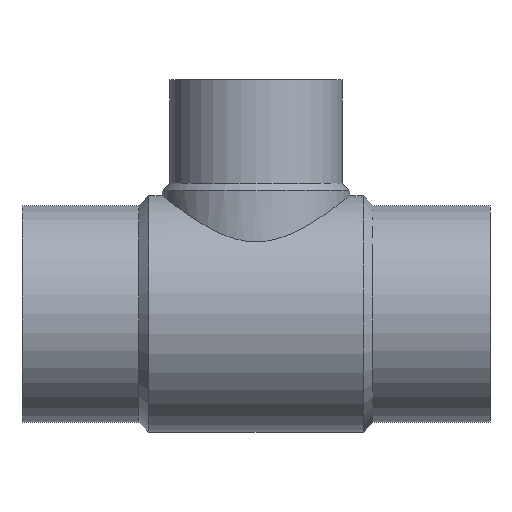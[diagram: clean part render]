
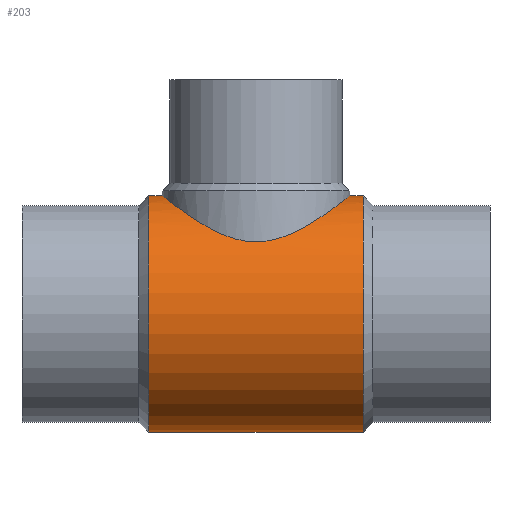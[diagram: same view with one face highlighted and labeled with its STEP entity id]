
A CAD part, top view. The second image highlights one B-rep face of the part: STEP entity #203.
In plain terms, the highlighted cylindrical face has radius 171.8 mm (diameter 343.6 mm), a partial arc.
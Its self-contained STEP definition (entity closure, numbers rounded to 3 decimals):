
#129 = VERTEX_POINT( '', #355 );
#137 = VERTEX_POINT( '', #364 );
#141 = VERTEX_POINT( '', #368 );
#187 = EDGE_CURVE( '', #215, #129, #421, .T. );
#197 = EDGE_CURVE( '', #303, #217, #433, .T. );
#203 = ADVANCED_FACE( '', ( #441 ), #442, .T. );
#215 = VERTEX_POINT( '', #455 );
#217 = VERTEX_POINT( '', #457 );
#235 = EDGE_CURVE( '', #137, #303, #475, .T. );
#289 = EDGE_CURVE( '', #129, #141, #535, .T. );
#303 = VERTEX_POINT( '', #551 );
#317 = EDGE_CURVE( '', #217, #215, #566, .T. );
#329 = EDGE_CURVE( '', #137, #141, #579, .T. );
#355 = CARTESIAN_POINT( '', ( -476.35, 171.8, 0. ) );
#364 = CARTESIAN_POINT( '', ( -495.7, -171.8, 0. ) );
#368 = CARTESIAN_POINT( '', ( -495.7, 171.8, 0. ) );
#421 = B_SPLINE_CURVE_WITH_KNOTS( '', 3, ( #720, #721, #722, #723, #724, #725, #726, #727, #728, #729, #730, #731, #732, #733, #734, #735, #736, #737, #738, #739, #740, #741, #742, #743, #744, #745, #746, #747, #748, #749, #750, #751, #752, #753, #754, #755, #756, #757, #758, #759, #760, #761, #762, #763, #764, #765, #766, #767, #768, #769, #770, #771, #772, #773, #774, #775, #776, #777, #778, #779, #780, #781, #782, #783, #784, #785, #786, #787, #788, #789 ), .UNSPECIFIED., .F., .F., ( 4, 2, 2, 2, 2, 2, 2, 2, 2, 2, 2, 2, 2, 2, 2, 2, 2, 2, 2, 2, 2, 2, 2, 2, 2, 2, 2, 2, 2, 2, 2, 2, 2, 2, 4 ), ( 219.82, 233.353, 246.885, 260.418, 273.95, 287.483, 301.015, 314.548, 328.08, 342.025, 355.97, 369.915, 383.86, 397.805, 411.751, 425.696, 432.668, 439.641, 446.613, 453.586, 467.531, 481.476, 495.421, 509.366, 523.311, 537.256, 551.201, 564.733, 578.266, 591.798, 605.331, 618.863, 632.396, 645.928, 659.461 ), .UNSPECIFIED. );
#433 = CIRCLE( '', #802, 171.8 );
#441 = FACE_OUTER_BOUND( '', #810, .T. );
#442 = CYLINDRICAL_SURFACE( '', #811, 171.8 );
#455 = CARTESIAN_POINT( '', ( -203.65, 171.8, 0. ) );
#457 = CARTESIAN_POINT( '', ( -184.3, 171.8, 0. ) );
#475 = LINE( '', #922, #923 );
#535 = LINE( '', #1074, #1075 );
#551 = CARTESIAN_POINT( '', ( -184.3, -171.8, 0. ) );
#566 = LINE( '', #1144, #1145 );
#579 = CIRCLE( '', #1161, 171.8 );
#720 = CARTESIAN_POINT( '', ( -203.65, 171.8, 0. ) );
#721 = CARTESIAN_POINT( '', ( -203.65, 171.8, 4.511 ) );
#722 = CARTESIAN_POINT( '', ( -203.875, 171.621, 9.066 ) );
#723 = CARTESIAN_POINT( '', ( -204.789, 170.897, 18.173 ) );
#724 = CARTESIAN_POINT( '', ( -205.478, 170.352, 22.725 ) );
#725 = CARTESIAN_POINT( '', ( -207.316, 168.904, 31.74 ) );
#726 = CARTESIAN_POINT( '', ( -208.464, 168.003, 36.203 ) );
#727 = CARTESIAN_POINT( '', ( -211.195, 165.873, 44.963 ) );
#728 = CARTESIAN_POINT( '', ( -212.778, 164.646, 49.258 ) );
#729 = CARTESIAN_POINT( '', ( -216.336, 161.912, 57.612 ) );
#730 = CARTESIAN_POINT( '', ( -218.314, 160.404, 61.675 ) );
#731 = CARTESIAN_POINT( '', ( -222.615, 157.166, 69.514 ) );
#732 = CARTESIAN_POINT( '', ( -224.939, 155.435, 73.29 ) );
#733 = CARTESIAN_POINT( '', ( -229.869, 151.822, 80.508 ) );
#734 = CARTESIAN_POINT( '', ( -232.475, 149.94, 83.95 ) );
#735 = CARTESIAN_POINT( '', ( -237.895, 146.101, 90.465 ) );
#736 = CARTESIAN_POINT( '', ( -240.71, 144.146, 93.538 ) );
#737 = CARTESIAN_POINT( '', ( -246.55, 140.186, 99.378 ) );
#738 = CARTESIAN_POINT( '', ( -249.694, 138.104, 102.247 ) );
#739 = CARTESIAN_POINT( '', ( -256.307, 133.873, 107.728 ) );
#740 = CARTESIAN_POINT( '', ( -259.777, 131.724, 110.339 ) );
#741 = CARTESIAN_POINT( '', ( -267.005, 127.451, 115.248 ) );
#742 = CARTESIAN_POINT( '', ( -270.764, 125.327, 117.547 ) );
#743 = CARTESIAN_POINT( '', ( -278.531, 121.208, 121.789 ) );
#744 = CARTESIAN_POINT( '', ( -282.541, 119.214, 123.733 ) );
#745 = CARTESIAN_POINT( '', ( -290.774, 115.472, 127.233 ) );
#746 = CARTESIAN_POINT( '', ( -295., 113.722, 128.79 ) );
#747 = CARTESIAN_POINT( '', ( -303.633, 110.591, 131.488 ) );
#748 = CARTESIAN_POINT( '', ( -308.04, 109.209, 132.63 ) );
#749 = CARTESIAN_POINT( '', ( -316.991, 106.933, 134.472 ) );
#750 = CARTESIAN_POINT( '', ( -321.537, 106.038, 135.173 ) );
#751 = CARTESIAN_POINT( '', ( -328.422, 105.132, 135.877 ) );
#752 = CARTESIAN_POINT( '', ( -330.729, 104.903, 136.054 ) );
#753 = CARTESIAN_POINT( '', ( -335.355, 104.595, 136.291 ) );
#754 = CARTESIAN_POINT( '', ( -337.676, 104.518, 136.35 ) );
#755 = CARTESIAN_POINT( '', ( -342.324, 104.518, 136.35 ) );
#756 = CARTESIAN_POINT( '', ( -344.645, 104.595, 136.291 ) );
#757 = CARTESIAN_POINT( '', ( -349.271, 104.903, 136.054 ) );
#758 = CARTESIAN_POINT( '', ( -351.578, 105.132, 135.877 ) );
#759 = CARTESIAN_POINT( '', ( -358.463, 106.038, 135.173 ) );
#760 = CARTESIAN_POINT( '', ( -363.009, 106.933, 134.472 ) );
#761 = CARTESIAN_POINT( '', ( -371.96, 109.209, 132.63 ) );
#762 = CARTESIAN_POINT( '', ( -376.367, 110.591, 131.488 ) );
#763 = CARTESIAN_POINT( '', ( -385., 113.722, 128.79 ) );
#764 = CARTESIAN_POINT( '', ( -389.226, 115.472, 127.233 ) );
#765 = CARTESIAN_POINT( '', ( -397.459, 119.214, 123.733 ) );
#766 = CARTESIAN_POINT( '', ( -401.469, 121.208, 121.789 ) );
#767 = CARTESIAN_POINT( '', ( -409.236, 125.327, 117.547 ) );
#768 = CARTESIAN_POINT( '', ( -412.995, 127.451, 115.248 ) );
#769 = CARTESIAN_POINT( '', ( -420.223, 131.724, 110.339 ) );
#770 = CARTESIAN_POINT( '', ( -423.693, 133.873, 107.728 ) );
#771 = CARTESIAN_POINT( '', ( -430.306, 138.104, 102.247 ) );
#772 = CARTESIAN_POINT( '', ( -433.45, 140.186, 99.378 ) );
#773 = CARTESIAN_POINT( '', ( -439.29, 144.146, 93.538 ) );
#774 = CARTESIAN_POINT( '', ( -442.105, 146.101, 90.465 ) );
#775 = CARTESIAN_POINT( '', ( -447.525, 149.94, 83.95 ) );
#776 = CARTESIAN_POINT( '', ( -450.131, 151.822, 80.508 ) );
#777 = CARTESIAN_POINT( '', ( -455.061, 155.435, 73.29 ) );
#778 = CARTESIAN_POINT( '', ( -457.385, 157.166, 69.514 ) );
#779 = CARTESIAN_POINT( '', ( -461.686, 160.404, 61.675 ) );
#780 = CARTESIAN_POINT( '', ( -463.664, 161.912, 57.612 ) );
#781 = CARTESIAN_POINT( '', ( -467.222, 164.646, 49.258 ) );
#782 = CARTESIAN_POINT( '', ( -468.805, 165.873, 44.963 ) );
#783 = CARTESIAN_POINT( '', ( -471.536, 168.003, 36.203 ) );
#784 = CARTESIAN_POINT( '', ( -472.684, 168.904, 31.74 ) );
#785 = CARTESIAN_POINT( '', ( -474.522, 170.352, 22.725 ) );
#786 = CARTESIAN_POINT( '', ( -475.211, 170.897, 18.173 ) );
#787 = CARTESIAN_POINT( '', ( -476.125, 171.621, 9.066 ) );
#788 = CARTESIAN_POINT( '', ( -476.35, 171.8, 4.511 ) );
#789 = CARTESIAN_POINT( '', ( -476.35, 171.8, 0. ) );
#802 = AXIS2_PLACEMENT_3D( '', #1272, #1273, #1274 );
#810 = EDGE_LOOP( '', ( #1284, #1285, #1286, #1287, #1288, #1289 ) );
#811 = AXIS2_PLACEMENT_3D( '', #1290, #1291, #1292 );
#922 = CARTESIAN_POINT( '', ( -340., -171.8, 0. ) );
#923 = VECTOR( '', #1314, 1. );
#1074 = CARTESIAN_POINT( '', ( -340., 171.8, 0. ) );
#1075 = VECTOR( '', #1394, 1. );
#1144 = CARTESIAN_POINT( '', ( -340., 171.8, 0. ) );
#1145 = VECTOR( '', #1429, 1. );
#1161 = AXIS2_PLACEMENT_3D( '', #1439, #1440, #1441 );
#1272 = CARTESIAN_POINT( '', ( -184.3, 0., 0. ) );
#1273 = DIRECTION( '', ( -1., 0., 0. ) );
#1274 = DIRECTION( '', ( 0., 1., 0. ) );
#1284 = ORIENTED_EDGE( '', *, *, #317, .T. );
#1285 = ORIENTED_EDGE( '', *, *, #187, .T. );
#1286 = ORIENTED_EDGE( '', *, *, #289, .T. );
#1287 = ORIENTED_EDGE( '', *, *, #329, .F. );
#1288 = ORIENTED_EDGE( '', *, *, #235, .T. );
#1289 = ORIENTED_EDGE( '', *, *, #197, .T. );
#1290 = CARTESIAN_POINT( '', ( -340., 0., 0. ) );
#1291 = DIRECTION( '', ( 1., 0., 0. ) );
#1292 = DIRECTION( '', ( 0., 1., 0. ) );
#1314 = DIRECTION( '', ( 1., 0., 0. ) );
#1394 = DIRECTION( '', ( -1., 0., 0. ) );
#1429 = DIRECTION( '', ( -1., 0., 0. ) );
#1439 = CARTESIAN_POINT( '', ( -495.7, 0., 0. ) );
#1440 = DIRECTION( '', ( -1., 0., 0. ) );
#1441 = DIRECTION( '', ( 0., 1., 0. ) );
